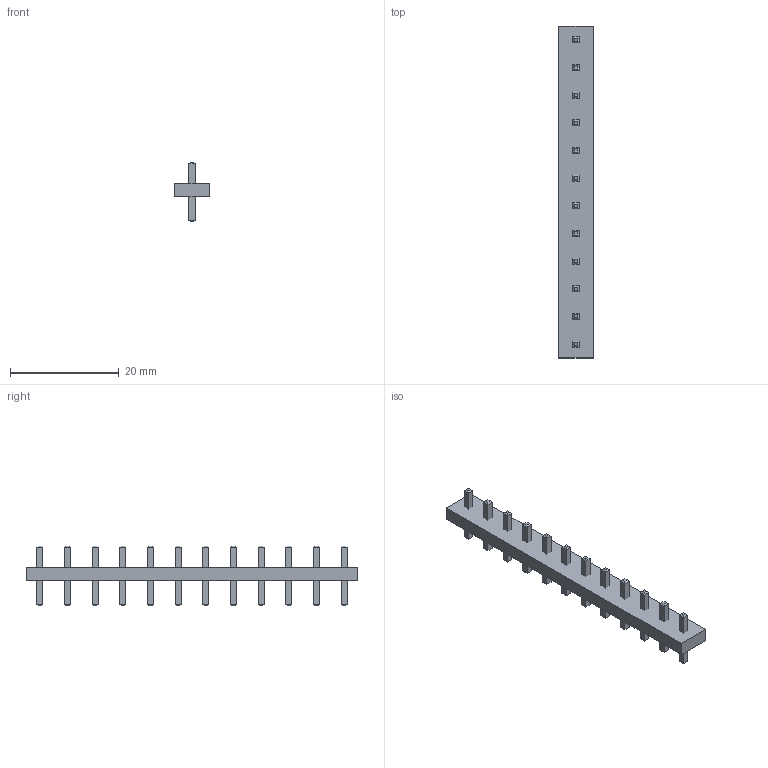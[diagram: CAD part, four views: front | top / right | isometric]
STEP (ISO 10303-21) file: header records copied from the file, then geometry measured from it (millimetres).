
FILE_DESCRIPTION(/* description */ ('model of Samtec_HPM-12-05-x-S_Straight_1x12_Pitch5.08mm'),/* implementation_level */ '2;1');
FILE_NAME(/* name */ 'Samtec_HPM-12-05-x-S_Straight_1x12_Pitch5.08mm.step',/* time_stamp */ '2023-01-04T12:13:59',/* author */ ('KiCAD','kicad'),/* organization */ ('OCCT'),/* preprocessor_version */ '',/* originating_system */ 'KiCAD',/* authorisation */ '');
FILE_SCHEMA(('AUTOMOTIVE_DESIGN { 1 0 10303 214 1 1 1 1 }'));
Length unit declared in the file: millimetre
Products named in the file (7): CQ assembly; e26ff36e-8c20-11ed-b7ac-a0cec80452fd; e26ff36e-8c20-11ed-b7ac-a0cec80452fd_part; e26ff8d2-8c20-11ed-b7ac-a0cec80452fd; e26ff8d2-8c20-11ed-b7ac-a0cec80452fd_part; e26ffd00-8c20-11ed-b7ac-a0cec80452fd; e26ffd00-8c20-11ed-b7ac-a0cec80452fd_part
Assembly tree (6 placements, depth 4):
  CQ assembly
    e26ff36e-8c20-11ed-b7ac-a0cec80452fd
      e26ff36e-8c20-11ed-b7ac-a0cec80452fd_part
      e26ff8d2-8c20-11ed-b7ac-a0cec80452fd
        e26ff8d2-8c20-11ed-b7ac-a0cec80452fd_part
      e26ffd00-8c20-11ed-b7ac-a0cec80452fd
        e26ffd00-8c20-11ed-b7ac-a0cec80452fd_part
Bounding box: 6.35 x 60.96 x 10.92 mm (x, y, z)
Volume: 1149.8 mm3; surface area: 1723.4 mm2
Topology: 13 solids, 13 shells, 174 faces, 348 edges, 200 vertices
Faces by surface type: plane 174
Entity records: 4473 total; most frequent: CARTESIAN_POINT 729, DIRECTION 710, ORIENTED_EDGE 696, EDGE_CURVE 348, LINE 348, VECTOR 348, VERTEX_POINT 200, AXIS2_PLACEMENT_3D 181
